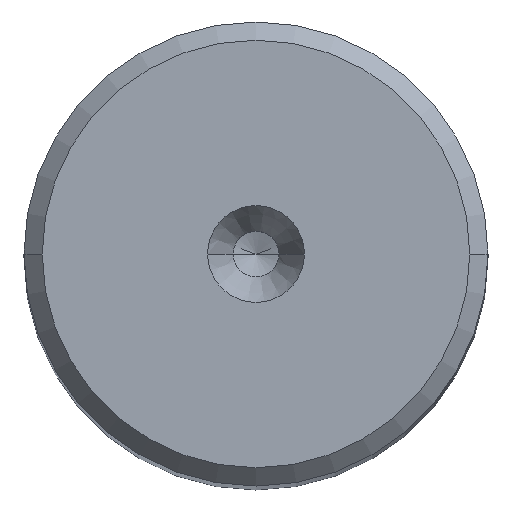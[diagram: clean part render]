
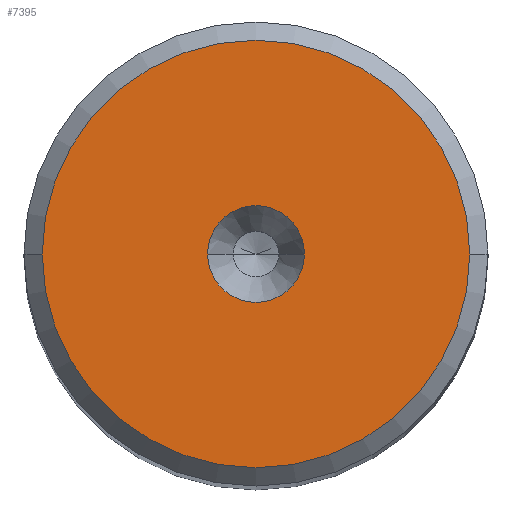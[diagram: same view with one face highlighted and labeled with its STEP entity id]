
A CAD part, top view. The second image highlights one B-rep face of the part: STEP entity #7395.
In plain terms, the highlighted planar face has unit normal (0, 0, 1).
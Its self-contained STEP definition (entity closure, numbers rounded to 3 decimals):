
#4157=CARTESIAN_POINT('',(0.,0.,0.));
#4158=DIRECTION('',(0.,0.,1.));
#4159=DIRECTION('',(1.,0.,0.));
#4160=AXIS2_PLACEMENT_3D('',#4157,#4158,#4159);
#4165=CARTESIAN_POINT('',(0.,0.,0.));
#4166=DIRECTION('',(0.,0.,1.));
#4167=DIRECTION('',(0.,-1.,0.));
#4168=AXIS2_PLACEMENT_3D('',#4165,#4166,#4167);
#4173=CARTESIAN_POINT('',(0.,0.,0.));
#4174=DIRECTION('',(0.,0.,1.));
#4175=DIRECTION('',(-1.,0.,0.));
#4176=AXIS2_PLACEMENT_3D('',#4173,#4174,#4175);
#4181=CARTESIAN_POINT('',(0.,0.,0.));
#4182=DIRECTION('',(0.,0.,1.));
#4183=DIRECTION('',(0.,1.,0.));
#4184=AXIS2_PLACEMENT_3D('',#4181,#4182,#4183);
#4189=CARTESIAN_POINT('',(0.,0.,0.));
#4190=DIRECTION('',(0.,0.,-1.));
#4191=DIRECTION('',(1.,0.,0.));
#4192=AXIS2_PLACEMENT_3D('',#4189,#4190,#4191);
#4197=CARTESIAN_POINT('',(0.,0.,0.));
#4198=DIRECTION('',(0.,0.,-1.));
#4199=DIRECTION('',(-1.,0.,0.));
#4200=AXIS2_PLACEMENT_3D('',#4197,#4198,#4199);
#4566=CARTESIAN_POINT('',(-11.7,0.,
0.));
#4567=VERTEX_POINT('',#4566);
#4568=CARTESIAN_POINT('',(0.,11.7,0.));
#4569=VERTEX_POINT('',#4568);
#4570=CARTESIAN_POINT('',(11.7,0.,
0.));
#4571=VERTEX_POINT('',#4570);
#4572=CARTESIAN_POINT('',(0.,-11.7,
0.));
#4573=VERTEX_POINT('',#4572);
#4574=CARTESIAN_POINT('',(2.65,0.,0.));
#4575=CARTESIAN_POINT('',(-2.65,0.,0.));
#4576=VERTEX_POINT('',#4574);
#4577=VERTEX_POINT('',#4575);
#7378=CARTESIAN_POINT('',(0.,0.,0.));
#7379=DIRECTION('',(0.,0.,1.));
#7380=DIRECTION('',(1.,0.,0.));
#7381=AXIS2_PLACEMENT_3D('',#7378,#7379,#7380);
#7382=PLANE('',#7381);
#7383=ORIENTED_EDGE('',*,*,#7355,.F.);
#7384=ORIENTED_EDGE('',*,*,#7373,.F.);
#7385=ORIENTED_EDGE('',*,*,#7371,.F.);
#7386=ORIENTED_EDGE('',*,*,#7357,.F.);
#7387=EDGE_LOOP('',(#7383,#7384,#7385,#7386));
#7388=FACE_OUTER_BOUND('',#7387,.F.);
#7390=ORIENTED_EDGE('',*,*,#7389,.F.);
#7392=ORIENTED_EDGE('',*,*,#7391,.F.);
#7393=EDGE_LOOP('',(#7390,#7392));
#7394=FACE_BOUND('',#7393,.F.);
#4161=CIRCLE('',#4160,11.7);
#4169=CIRCLE('',#4168,11.7);
#4177=CIRCLE('',#4176,11.7);
#4185=CIRCLE('',#4184,11.7);
#4193=CIRCLE('',#4192,2.65);
#4201=CIRCLE('',#4200,2.65);
#7355=EDGE_CURVE('',#4571,#4569,#4161,.T.);
#7357=EDGE_CURVE('',#4569,#4567,#4185,.T.);
#7371=EDGE_CURVE('',#4567,#4573,#4177,.T.);
#7373=EDGE_CURVE('',#4573,#4571,#4169,.T.);
#7389=EDGE_CURVE('',#4576,#4577,#4193,.T.);
#7391=EDGE_CURVE('',#4577,#4576,#4201,.T.);
#7395=ADVANCED_FACE('',(#7388,#7394),#7382,.T.);
